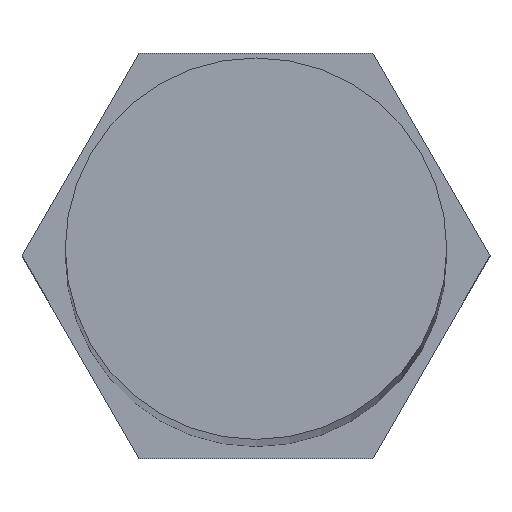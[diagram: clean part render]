
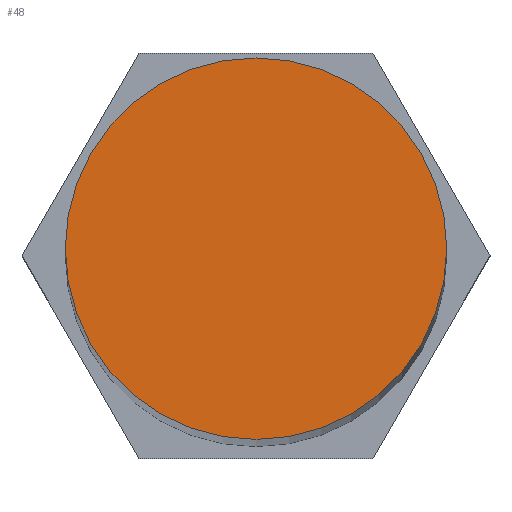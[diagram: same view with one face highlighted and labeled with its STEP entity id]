
A CAD part, top view. The second image highlights one B-rep face of the part: STEP entity #48.
In plain terms, the highlighted planar face has unit normal (0, 0, 1).
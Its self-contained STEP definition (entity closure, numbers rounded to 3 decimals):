
#48=ADVANCED_FACE('',(#100),#101,.T.);
#100=FACE_OUTER_BOUND('',#155,.T.);
#101=PLANE('',#156);
#155=EDGE_LOOP('',(#223,#224));
#156=AXIS2_PLACEMENT_3D('',#225,#226,#227);
#223=ORIENTED_EDGE('',*,*,#328,.T.);
#224=ORIENTED_EDGE('',*,*,#330,.T.);
#225=CARTESIAN_POINT('',(0.0,0.0,200.0));
#226=DIRECTION('',(0.0,0.0,1.0));
#227=DIRECTION('',(1.0,0.0,0.0));
#328=EDGE_CURVE('',#379,#383,#385,.T.);
#330=EDGE_CURVE('',#383,#379,#387,.T.);
#379=VERTEX_POINT('',#450);
#383=VERTEX_POINT('',#455);
#385=CIRCLE('',#458,8.0);
#387=CIRCLE('',#460,8.0);
#450=CARTESIAN_POINT('',(8.0,0.0,200.0));
#455=CARTESIAN_POINT('',(-8.0,0.,200.0));
#458=AXIS2_PLACEMENT_3D('',#543,#544,#545);
#460=AXIS2_PLACEMENT_3D('',#546,#547,#548);
#543=CARTESIAN_POINT('',(0.0,0.0,200.0));
#544=DIRECTION('',(0.0,0.0,1.0));
#545=DIRECTION('',(1.0,0.0,0.0));
#546=CARTESIAN_POINT('',(0.0,0.0,200.0));
#547=DIRECTION('',(0.0,0.0,1.0));
#548=DIRECTION('',(1.0,0.0,0.0));
